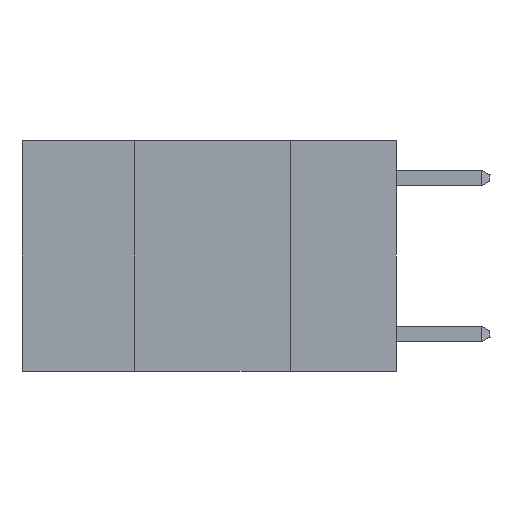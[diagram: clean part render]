
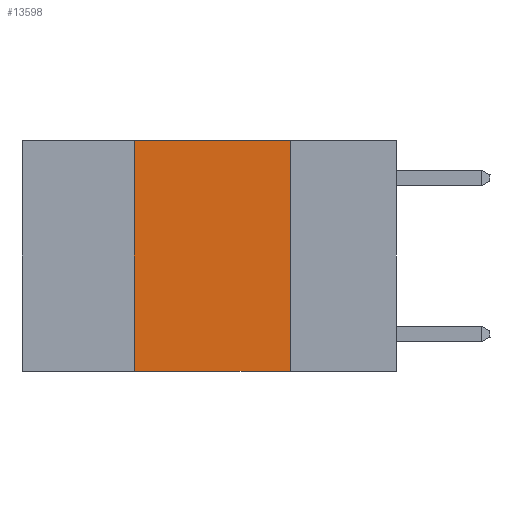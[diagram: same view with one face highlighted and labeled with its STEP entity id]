
A CAD part, left-side view. The second image highlights one B-rep face of the part: STEP entity #13598.
In plain terms, the highlighted planar face has unit normal (-1, 0, 0).
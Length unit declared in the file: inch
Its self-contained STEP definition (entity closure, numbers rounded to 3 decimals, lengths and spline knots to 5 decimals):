
#344 = CARTESIAN_POINT ( 'NONE',  ( 0., 0.42, 0. ) ) ;
#683 = DIRECTION ( 'NONE',  ( 0., 0., -1. ) ) ;
#984 = ORIENTED_EDGE ( 'NONE', *, *, #21311, .F. ) ;
#1403 = ORIENTED_EDGE ( 'NONE', *, *, #7813, .F. ) ;
#1626 = CARTESIAN_POINT ( 'NONE',  ( 0., 0.17, 0. ) ) ;
#1987 = CARTESIAN_POINT ( 'NONE',  ( 0., 0.42, -0.37 ) ) ;
#2191 = DIRECTION ( 'NONE',  ( 0., 0., 1. ) ) ;
#2526 = LINE ( 'NONE', #9749, #22498 ) ;
#3767 = CARTESIAN_POINT ( 'NONE',  ( 0., 0.6, -0.37 ) ) ;
#6148 = FACE_OUTER_BOUND ( 'NONE', #14018, .T. ) ;
#6309 = VERTEX_POINT ( 'NONE', #344 ) ;
#7555 = CARTESIAN_POINT ( 'NONE',  ( 0., 0.6, 0. ) ) ;
#7808 = PLANE ( 'NONE',  #11471 ) ;
#7813 = EDGE_CURVE ( 'NONE', #6309, #10818, #2526, .T. ) ;
#8307 = DIRECTION ( 'NONE',  ( 0., 0., -1. ) ) ;
#8867 = ORIENTED_EDGE ( 'NONE', *, *, #13477, .T. ) ;
#9749 = CARTESIAN_POINT ( 'NONE',  ( 0., 0.6, 0. ) ) ;
#9916 = VERTEX_POINT ( 'NONE', #1987 ) ;
#10638 = VECTOR ( 'NONE', #2191, 39.37008 ) ;
#10818 = VERTEX_POINT ( 'NONE', #1626 ) ;
#10988 = DIRECTION ( 'NONE',  ( 0., -1., 0. ) ) ;
#11153 = VECTOR ( 'NONE', #8307, 39.37008 ) ;
#11194 = VERTEX_POINT ( 'NONE', #14359 ) ;
#11471 = AXIS2_PLACEMENT_3D ( 'NONE', #7555, #13355, #683 ) ;
#11837 = VECTOR ( 'NONE', #10988, 39.37008 ) ;
#12218 = LINE ( 'NONE', #3767, #11837 ) ;
#13315 = LINE ( 'NONE', #20399, #10638 ) ;
#13355 = DIRECTION ( 'NONE',  ( 1., 0., 0. ) ) ;
#13399 = DIRECTION ( 'NONE',  ( 0., -1., 0. ) ) ;
#13477 = EDGE_CURVE ( 'NONE', #9916, #11194, #12218, .T. ) ;
#13598 = ADVANCED_FACE ( 'NONE', ( #6148 ), #7808, .F. ) ;
#14018 = EDGE_LOOP ( 'NONE', ( #15124, #1403, #984, #8867 ) ) ;
#14359 = CARTESIAN_POINT ( 'NONE',  ( 0., 0.17, -0.37 ) ) ;
#14760 = EDGE_CURVE ( 'NONE', #10818, #11194, #18728, .T. ) ;
#15124 = ORIENTED_EDGE ( 'NONE', *, *, #14760, .F. ) ;
#18728 = LINE ( 'NONE', #22738, #11153 ) ;
#20399 = CARTESIAN_POINT ( 'NONE',  ( 0., 0.42, 0. ) ) ;
#21311 = EDGE_CURVE ( 'NONE', #9916, #6309, #13315, .T. ) ;
#22498 = VECTOR ( 'NONE', #13399, 39.37008 ) ;
#22738 = CARTESIAN_POINT ( 'NONE',  ( 0., 0.17, 0. ) ) ;
